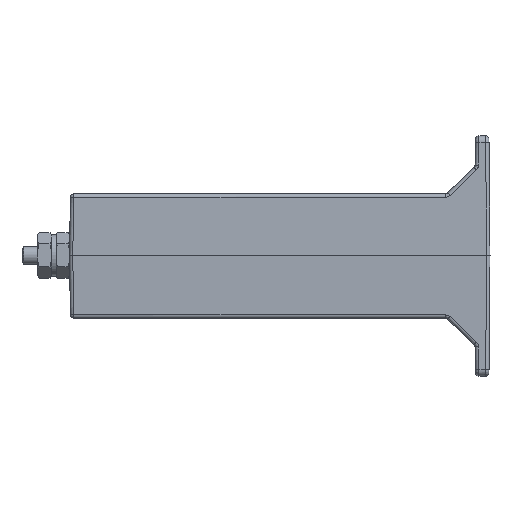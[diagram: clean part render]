
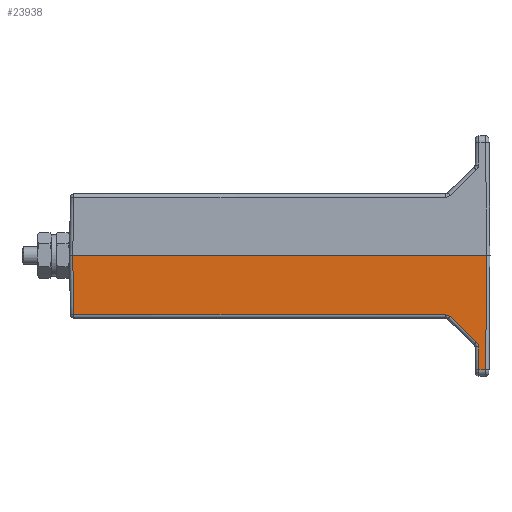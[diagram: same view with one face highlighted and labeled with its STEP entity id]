
A CAD part, left-side view. The second image highlights one B-rep face of the part: STEP entity #23938.
In plain terms, the highlighted planar face has unit normal (-1, 0, -0.018).
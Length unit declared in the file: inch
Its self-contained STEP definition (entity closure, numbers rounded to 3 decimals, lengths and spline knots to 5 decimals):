
#220 = VERTEX_POINT ( 'NONE', #9367 ) ;
#426 = DIRECTION ( 'NONE',  ( 1., 0., 0.017 ) ) ;
#813 = CARTESIAN_POINT ( 'NONE',  ( -1.7492, 0.10351, -0.81392 ) ) ;
#1415 = ORIENTED_EDGE ( 'NONE', *, *, #20065, .F. ) ;
#1926 = EDGE_LOOP ( 'NONE', ( #26568, #20906, #27683, #1415, #11460, #11656, #6257, #21765, #13050 ) ) ;
#1983 = LINE ( 'NONE', #9423, #18224 ) ;
#2108 = VERTEX_POINT ( 'NONE', #6391 ) ;
#2497 = VERTEX_POINT ( 'NONE', #25241 ) ;
#2797 = DIRECTION ( 'NONE',  ( 0.017, 0., -1. ) ) ;
#3461 = CARTESIAN_POINT ( 'NONE',  ( -1.7542, 0.39955, -0.52702 ) ) ;
#3896 = CARTESIAN_POINT ( 'NONE',  ( -1.74933, 0.10365, -0.80607 ) ) ;
#3900 = LINE ( 'NONE', #26254, #8371 ) ;
#4699 = VECTOR ( 'NONE', #27638, 39.37008 ) ;
#4992 = DIRECTION ( 'NONE',  ( 0., 1., 0. ) ) ;
#5656 = EDGE_CURVE ( 'NONE', #21437, #21897, #3900, .T. ) ;
#5962 = VECTOR ( 'NONE', #20433, 39.37008 ) ;
#6257 = ORIENTED_EDGE ( 'NONE', *, *, #15546, .F. ) ;
#6299 = DIRECTION ( 'NONE',  ( 0., -1., 0. ) ) ;
#6391 = CARTESIAN_POINT ( 'NONE',  ( -1.7635, 0.03, 0.0055 ) ) ;
#7760 = CARTESIAN_POINT ( 'NONE',  ( -1.74984, 0.11617, -0.77727 ) ) ;
#7960 = CARTESIAN_POINT ( 'NONE',  ( -1.7496, 0.10848, -0.79105 ) ) ;
#8172 = CARTESIAN_POINT ( 'NONE',  ( -1.74567, 0.138, -1.01605 ) ) ;
#8371 = VECTOR ( 'NONE', #4992, 39.37008 ) ;
#8817 = LINE ( 'NONE', #28231, #26538 ) ;
#8828 = VERTEX_POINT ( 'NONE', #10967 ) ;
#8991 = CARTESIAN_POINT ( 'NONE',  ( -1.74567, 0.03891, -1.01605 ) ) ;
#9367 = CARTESIAN_POINT ( 'NONE',  ( -1.7635, 3.734, 0.0055 ) ) ;
#9423 = CARTESIAN_POINT ( 'NONE',  ( -1.7635, 0.03, 0.0055 ) ) ;
#9796 = CARTESIAN_POINT ( 'NONE',  ( -1.754, 0.36339, -0.53853 ) ) ;
#10168 = CARTESIAN_POINT ( 'NONE',  ( -1.7542, 3.72471, -0.52702 ) ) ;
#10517 = CARTESIAN_POINT ( 'NONE',  ( -1.75418, 0.38419, -0.52852 ) ) ;
#10637 = EDGE_CURVE ( 'NONE', #22657, #2497, #23354, .T. ) ;
#10736 = CARTESIAN_POINT ( 'NONE',  ( -1.74993, 0.12182, -0.77181 ) ) ;
#10967 = CARTESIAN_POINT ( 'NONE',  ( -1.75391, 0.35787, -0.54386 ) ) ;
#11340 = LINE ( 'NONE', #15997, #4699 ) ;
#11387 = EDGE_CURVE ( 'NONE', #8828, #21437, #28141, .T. ) ;
#11460 = ORIENTED_EDGE ( 'NONE', *, *, #27236, .F. ) ;
#11656 = ORIENTED_EDGE ( 'NONE', *, *, #10637, .F. ) ;
#12232 = PLANE ( 'NONE',  #13320 ) ;
#13050 = ORIENTED_EDGE ( 'NONE', *, *, #23643, .F. ) ;
#13320 = AXIS2_PLACEMENT_3D ( 'NONE', #17785, #426, #2797 ) ;
#13327 = CARTESIAN_POINT ( 'NONE',  ( -1.74972, 0.11161, -0.78384 ) ) ;
#14476 = DIRECTION ( 'NONE',  ( 0.017, 0.009, -1. ) ) ;
#15092 = CARTESIAN_POINT ( 'NONE',  ( -1.7492, 0.10351, -0.81392 ) ) ;
#15546 = EDGE_CURVE ( 'NONE', #2108, #22657, #1983, .T. ) ;
#15997 = CARTESIAN_POINT ( 'NONE',  ( -1.74567, 0.09998, -1.01605 ) ) ;
#17101 = VECTOR ( 'NONE', #26545, 39.37008 ) ;
#17785 = CARTESIAN_POINT ( 'NONE',  ( -1.7635, -0.00001, 0.0055 ) ) ;
#18224 = VECTOR ( 'NONE', #14476, 39.37008 ) ;
#18463 = LINE ( 'NONE', #27442, #24037 ) ;
#19903 = FACE_OUTER_BOUND ( 'NONE', #1926, .T. ) ;
#19998 = EDGE_CURVE ( 'NONE', #21067, #8828, #24795, .T. ) ;
#20057 = EDGE_CURVE ( 'NONE', #220, #2108, #18463, .T. ) ;
#20065 = EDGE_CURVE ( 'NONE', #25817, #21067, #24033, .T. ) ;
#20433 = DIRECTION ( 'NONE',  ( -0.012, 0.719, 0.695 ) ) ;
#20906 = ORIENTED_EDGE ( 'NONE', *, *, #11387, .F. ) ;
#21067 = VERTEX_POINT ( 'NONE', #10736 ) ;
#21437 = VERTEX_POINT ( 'NONE', #22988 ) ;
#21765 = ORIENTED_EDGE ( 'NONE', *, *, #20057, .F. ) ;
#21897 = VERTEX_POINT ( 'NONE', #10168 ) ;
#22044 = CARTESIAN_POINT ( 'NONE',  ( -1.7542, 0.39187, -0.52702 ) ) ;
#22657 = VERTEX_POINT ( 'NONE', #8991 ) ;
#22706 = CARTESIAN_POINT ( 'NONE',  ( -1.74993, 0.12182, -0.77181 ) ) ;
#22988 = CARTESIAN_POINT ( 'NONE',  ( -1.7542, 0.39955, -0.52702 ) ) ;
#23354 = LINE ( 'NONE', #8172, #17101 ) ;
#23643 = EDGE_CURVE ( 'NONE', #21897, #220, #8817, .T. ) ;
#23925 = CARTESIAN_POINT ( 'NONE',  ( -1.75391, 0.35787, -0.54386 ) ) ;
#23938 = ADVANCED_FACE ( 'NONE', ( #19903 ), #12232, .F. ) ;
#24033 = B_SPLINE_CURVE_WITH_KNOTS ( 'NONE', 3,
 ( #15092, #3896, #26728, #7960, #13327, #7760, #24282 ),
 .UNSPECIFIED., .F., .F.,
 ( 4, 3, 4 ),
 ( 0., 0.5, 1. ),
 .UNSPECIFIED. ) ;
#24037 = VECTOR ( 'NONE', #6299, 39.37008 ) ;
#24282 = CARTESIAN_POINT ( 'NONE',  ( -1.74993, 0.12182, -0.77181 ) ) ;
#24795 = LINE ( 'NONE', #22706, #5962 ) ;
#25241 = CARTESIAN_POINT ( 'NONE',  ( -1.74567, 0.09998, -1.01605 ) ) ;
#25817 = VERTEX_POINT ( 'NONE', #813 ) ;
#26065 = DIRECTION ( 'NONE',  ( -0.017, 0.017, 1. ) ) ;
#26254 = CARTESIAN_POINT ( 'NONE',  ( -1.7542, -0.00001, -0.52702 ) ) ;
#26538 = VECTOR ( 'NONE', #26065, 39.37008 ) ;
#26545 = DIRECTION ( 'NONE',  ( 0., 1., 0. ) ) ;
#26568 = ORIENTED_EDGE ( 'NONE', *, *, #5656, .F. ) ;
#26728 = CARTESIAN_POINT ( 'NONE',  ( -1.74947, 0.10535, -0.79825 ) ) ;
#26785 = CARTESIAN_POINT ( 'NONE',  ( -1.75408, 0.36995, -0.53427 ) ) ;
#26992 = CARTESIAN_POINT ( 'NONE',  ( -1.75413, 0.37707, -0.53139 ) ) ;
#27236 = EDGE_CURVE ( 'NONE', #2497, #25817, #11340, .T. ) ;
#27442 = CARTESIAN_POINT ( 'NONE',  ( -1.7635, 2.01276, 0.0055 ) ) ;
#27638 = DIRECTION ( 'NONE',  ( -0.017, 0.017, 1. ) ) ;
#27683 = ORIENTED_EDGE ( 'NONE', *, *, #19998, .F. ) ;
#28141 = B_SPLINE_CURVE_WITH_KNOTS ( 'NONE', 3,
 ( #23925, #9796, #26785, #26992, #10517, #22044, #3461 ),
 .UNSPECIFIED., .F., .F.,
 ( 4, 3, 4 ),
 ( 0., 0.5, 1. ),
 .UNSPECIFIED. ) ;
#28231 = CARTESIAN_POINT ( 'NONE',  ( -1.7542, 3.72471, -0.52702 ) ) ;
